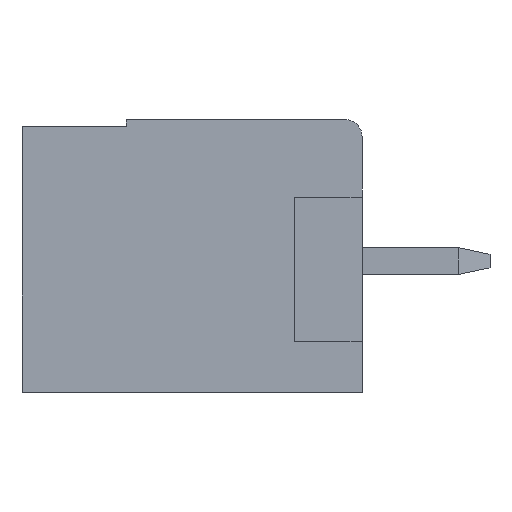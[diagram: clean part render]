
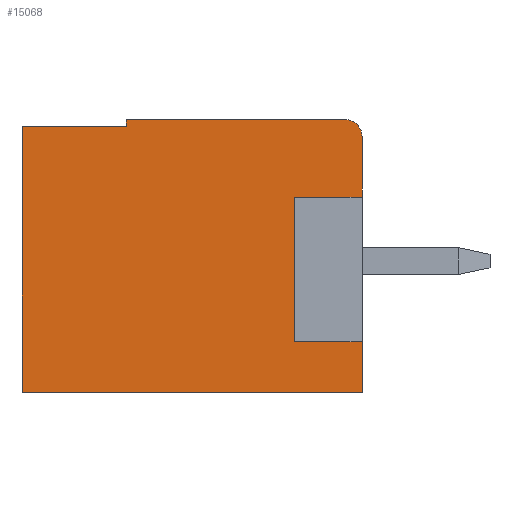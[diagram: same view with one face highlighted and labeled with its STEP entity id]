
A CAD part, left-side view. The second image highlights one B-rep face of the part: STEP entity #15068.
In plain terms, the highlighted planar face has unit normal (-1, 0, 0).
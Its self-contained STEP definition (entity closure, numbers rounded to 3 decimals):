
#218 = EDGE_CURVE ( 'NONE', #28903, #33807, #26147, .T. ) ;
#275 = VERTEX_POINT ( 'NONE', #3572 ) ;
#1385 = LINE ( 'NONE', #40129, #4966 ) ;
#1523 = CARTESIAN_POINT ( 'NONE',  ( 0., 10.1, 8.1 ) ) ;
#2539 = CARTESIAN_POINT ( 'NONE',  ( 0., 0.5, 8.1 ) ) ;
#3441 = LINE ( 'NONE', #29400, #8294 ) ;
#3572 = CARTESIAN_POINT ( 'NONE',  ( 0., 10.1, 7.9 ) ) ;
#3575 = EDGE_CURVE ( 'NONE', #30380, #33807, #8400, .T. ) ;
#4650 = DIRECTION ( 'NONE',  ( 0., 0., -1. ) ) ;
#4657 = VERTEX_POINT ( 'NONE', #18695 ) ;
#4966 = VECTOR ( 'NONE', #7956, 1000. ) ;
#5023 = DIRECTION ( 'NONE',  ( 0., 0., 1. ) ) ;
#5099 = DIRECTION ( 'NONE',  ( 0., 0., 1. ) ) ;
#6053 = VERTEX_POINT ( 'NONE', #41626 ) ;
#6743 = DIRECTION ( 'NONE',  ( 1., 0., 0. ) ) ;
#6755 = VECTOR ( 'NONE', #39365, 1000. ) ;
#7270 = LINE ( 'NONE', #20693, #12853 ) ;
#7693 = VECTOR ( 'NONE', #40898, 1000. ) ;
#7956 = DIRECTION ( 'NONE',  ( 0., 1., 0. ) ) ;
#8294 = VECTOR ( 'NONE', #26224, 1000. ) ;
#8400 = CIRCLE ( 'NONE', #41034, 0.5 ) ;
#9827 = CARTESIAN_POINT ( 'NONE',  ( 0., 2., 1.5 ) ) ;
#9929 = PLANE ( 'NONE',  #15241 ) ;
#9934 = DIRECTION ( 'NONE',  ( 0., -1., 0. ) ) ;
#10802 = CARTESIAN_POINT ( 'NONE',  ( 0., 2., 5.8 ) ) ;
#11030 = VERTEX_POINT ( 'NONE', #26861 ) ;
#11394 = CARTESIAN_POINT ( 'NONE',  ( 0., 0., 8.1 ) ) ;
#12031 = EDGE_CURVE ( 'NONE', #11030, #21905, #27405, .T. ) ;
#12820 = ORIENTED_EDGE ( 'NONE', *, *, #38752, .F. ) ;
#12853 = VECTOR ( 'NONE', #20255, 1000. ) ;
#12907 = CARTESIAN_POINT ( 'NONE',  ( 0., 0., 1.5 ) ) ;
#13183 = VECTOR ( 'NONE', #33672, 1000. ) ;
#14245 = CARTESIAN_POINT ( 'NONE',  ( 0., 0., 5.8 ) ) ;
#14293 = LINE ( 'NONE', #1523, #13183 ) ;
#14455 = ORIENTED_EDGE ( 'NONE', *, *, #41498, .F. ) ;
#14721 = ORIENTED_EDGE ( 'NONE', *, *, #218, .F. ) ;
#15068 = ADVANCED_FACE ( 'NONE', ( #19521 ), #9929, .F. ) ;
#15241 = AXIS2_PLACEMENT_3D ( 'NONE', #19107, #6743, #32527 ) ;
#16726 = CARTESIAN_POINT ( 'NONE',  ( 0., 2., 5.8 ) ) ;
#16911 = EDGE_LOOP ( 'NONE', ( #19319, #36605, #14721, #12820, #37762, #20353, #41312, #41389, #14455, #19827, #18539 ) ) ;
#16942 = DIRECTION ( 'NONE',  ( 0., 0., -1. ) ) ;
#18539 = ORIENTED_EDGE ( 'NONE', *, *, #40292, .F. ) ;
#18695 = CARTESIAN_POINT ( 'NONE',  ( 0., 10.1, 0. ) ) ;
#19107 = CARTESIAN_POINT ( 'NONE',  ( 0., 10.1, 8.1 ) ) ;
#19319 = ORIENTED_EDGE ( 'NONE', *, *, #35361, .T. ) ;
#19521 = FACE_OUTER_BOUND ( 'NONE', #16911, .T. ) ;
#19827 = ORIENTED_EDGE ( 'NONE', *, *, #35621, .F. ) ;
#20135 = CARTESIAN_POINT ( 'NONE',  ( 0., 0.5, 7.6 ) ) ;
#20255 = DIRECTION ( 'NONE',  ( 0., -1., 0. ) ) ;
#20353 = ORIENTED_EDGE ( 'NONE', *, *, #21710, .F. ) ;
#20693 = CARTESIAN_POINT ( 'NONE',  ( 0., 10.1, 0. ) ) ;
#21710 = EDGE_CURVE ( 'NONE', #4657, #275, #14293, .T. ) ;
#21730 = CARTESIAN_POINT ( 'NONE',  ( 0., 0., 1.5 ) ) ;
#21905 = VERTEX_POINT ( 'NONE', #12907 ) ;
#23576 = VERTEX_POINT ( 'NONE', #16726 ) ;
#23978 = DIRECTION ( 'NONE',  ( -1., 0., 0. ) ) ;
#24268 = CARTESIAN_POINT ( 'NONE',  ( 0., 0., 7.6 ) ) ;
#24313 = CARTESIAN_POINT ( 'NONE',  ( 0., 7., 8.1 ) ) ;
#26147 = LINE ( 'NONE', #39140, #38553 ) ;
#26224 = DIRECTION ( 'NONE',  ( 0., 0., 1. ) ) ;
#26388 = CARTESIAN_POINT ( 'NONE',  ( 0., 10.1, 7.9 ) ) ;
#26861 = CARTESIAN_POINT ( 'NONE',  ( 0., 0., 0. ) ) ;
#27033 = LINE ( 'NONE', #26388, #6755 ) ;
#27405 = LINE ( 'NONE', #11394, #41589 ) ;
#28702 = VERTEX_POINT ( 'NONE', #9827 ) ;
#28853 = EDGE_CURVE ( 'NONE', #4657, #11030, #7270, .T. ) ;
#28903 = VERTEX_POINT ( 'NONE', #24313 ) ;
#29400 = CARTESIAN_POINT ( 'NONE',  ( 0., 0., 8.1 ) ) ;
#30380 = VERTEX_POINT ( 'NONE', #24268 ) ;
#30916 = LINE ( 'NONE', #21730, #7693 ) ;
#31613 = VECTOR ( 'NONE', #5099, 1000. ) ;
#32527 = DIRECTION ( 'NONE',  ( 0., 0., -1. ) ) ;
#33422 = EDGE_CURVE ( 'NONE', #275, #6053, #27033, .T. ) ;
#33672 = DIRECTION ( 'NONE',  ( 0., 0., 1. ) ) ;
#33807 = VERTEX_POINT ( 'NONE', #2539 ) ;
#35361 = EDGE_CURVE ( 'NONE', #36392, #30380, #3441, .T. ) ;
#35527 = VECTOR ( 'NONE', #4650, 1000. ) ;
#35621 = EDGE_CURVE ( 'NONE', #23576, #28702, #40211, .T. ) ;
#36392 = VERTEX_POINT ( 'NONE', #14245 ) ;
#36605 = ORIENTED_EDGE ( 'NONE', *, *, #3575, .T. ) ;
#37762 = ORIENTED_EDGE ( 'NONE', *, *, #33422, .F. ) ;
#38553 = VECTOR ( 'NONE', #9934, 1000. ) ;
#38752 = EDGE_CURVE ( 'NONE', #6053, #28903, #42040, .T. ) ;
#39140 = CARTESIAN_POINT ( 'NONE',  ( 0., 10.1, 8.1 ) ) ;
#39365 = DIRECTION ( 'NONE',  ( 0., -1., 0. ) ) ;
#40129 = CARTESIAN_POINT ( 'NONE',  ( 0., 0., 5.8 ) ) ;
#40211 = LINE ( 'NONE', #10802, #35527 ) ;
#40292 = EDGE_CURVE ( 'NONE', #36392, #23576, #1385, .T. ) ;
#40656 = CARTESIAN_POINT ( 'NONE',  ( 0., 7., 7.9 ) ) ;
#40898 = DIRECTION ( 'NONE',  ( 0., -1., 0. ) ) ;
#41034 = AXIS2_PLACEMENT_3D ( 'NONE', #20135, #23978, #16942 ) ;
#41312 = ORIENTED_EDGE ( 'NONE', *, *, #28853, .T. ) ;
#41389 = ORIENTED_EDGE ( 'NONE', *, *, #12031, .T. ) ;
#41498 = EDGE_CURVE ( 'NONE', #28702, #21905, #30916, .T. ) ;
#41589 = VECTOR ( 'NONE', #5023, 1000. ) ;
#41626 = CARTESIAN_POINT ( 'NONE',  ( 0., 7., 7.9 ) ) ;
#42040 = LINE ( 'NONE', #40656, #31613 ) ;
